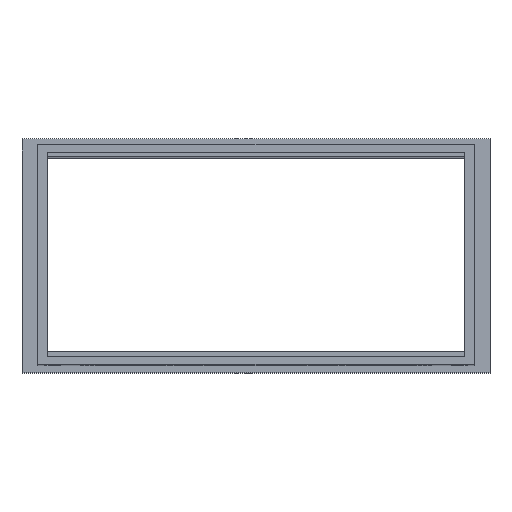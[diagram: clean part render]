
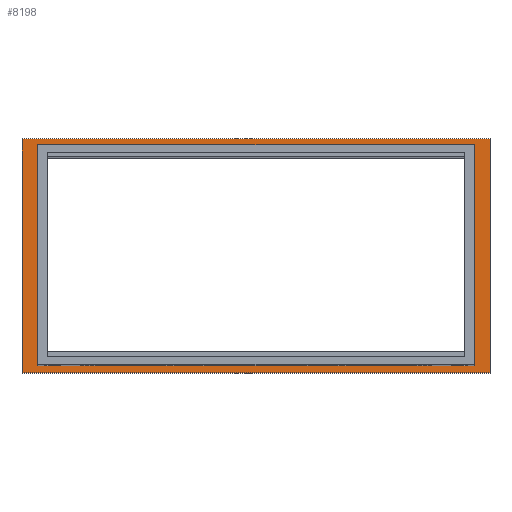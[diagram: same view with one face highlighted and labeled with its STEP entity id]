
A CAD part, top view. The second image highlights one B-rep face of the part: STEP entity #8198.
In plain terms, the highlighted planar face has unit normal (0, 0, 1).
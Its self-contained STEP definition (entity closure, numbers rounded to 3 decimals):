
#62 = FACE_BOUND ( 'NONE', #2850, .T. ) ;
#587 = DIRECTION ( 'NONE',  ( -1., 0., 0. ) ) ;
#625 = CARTESIAN_POINT ( 'NONE',  ( 24., -12., -90. ) ) ;
#1236 = DIRECTION ( 'NONE',  ( -1., 0., 0. ) ) ;
#1368 = CARTESIAN_POINT ( 'NONE',  ( -24., 12., -90. ) ) ;
#1399 = VECTOR ( 'NONE', #2358, 1000. ) ;
#1683 = VECTOR ( 'NONE', #10037, 1000. ) ;
#1751 = VECTOR ( 'NONE', #1236, 1000. ) ;
#1766 = VERTEX_POINT ( 'NONE', #4460 ) ;
#1937 = ORIENTED_EDGE ( 'NONE', *, *, #4239, .F. ) ;
#2020 = VERTEX_POINT ( 'NONE', #3332 ) ;
#2107 = DIRECTION ( 'NONE',  ( 0., 1., 0. ) ) ;
#2288 = CARTESIAN_POINT ( 'NONE',  ( -22.4, -11.25, -90. ) ) ;
#2358 = DIRECTION ( 'NONE',  ( 0., -1., 0. ) ) ;
#2617 = ORIENTED_EDGE ( 'NONE', *, *, #5916, .F. ) ;
#2620 = CARTESIAN_POINT ( 'NONE',  ( 22.4, 11.25, -90. ) ) ;
#2684 = EDGE_CURVE ( 'NONE', #1766, #10225, #6874, .T. ) ;
#2850 = EDGE_LOOP ( 'NONE', ( #2617, #6445, #8756, #3453 ) ) ;
#3059 = PLANE ( 'NONE',  #3247 ) ;
#3247 = AXIS2_PLACEMENT_3D ( 'NONE', #1368, #10095, #7756 ) ;
#3332 = CARTESIAN_POINT ( 'NONE',  ( 22.4, -11.25, -90. ) ) ;
#3453 = ORIENTED_EDGE ( 'NONE', *, *, #9569, .F. ) ;
#3610 = LINE ( 'NONE', #10218, #1399 ) ;
#3637 = CARTESIAN_POINT ( 'NONE',  ( -22.4, 11.25, -90. ) ) ;
#4008 = VERTEX_POINT ( 'NONE', #6706 ) ;
#4084 = EDGE_CURVE ( 'NONE', #4008, #5404, #8827, .T. ) ;
#4239 = EDGE_CURVE ( 'NONE', #8524, #4008, #3610, .T. ) ;
#4392 = VECTOR ( 'NONE', #2107, 1000. ) ;
#4460 = CARTESIAN_POINT ( 'NONE',  ( -22.4, 11.25, -90. ) ) ;
#4751 = VECTOR ( 'NONE', #5761, 1000. ) ;
#4878 = CARTESIAN_POINT ( 'NONE',  ( -24., 12., -90. ) ) ;
#5404 = VERTEX_POINT ( 'NONE', #9749 ) ;
#5465 = DIRECTION ( 'NONE',  ( 1., 0., 0. ) ) ;
#5734 = DIRECTION ( 'NONE',  ( 0., 1., 0. ) ) ;
#5761 = DIRECTION ( 'NONE',  ( 1., 0., 0. ) ) ;
#5916 = EDGE_CURVE ( 'NONE', #10225, #2020, #6695, .T. ) ;
#6272 = ORIENTED_EDGE ( 'NONE', *, *, #4084, .F. ) ;
#6305 = VERTEX_POINT ( 'NONE', #4878 ) ;
#6445 = ORIENTED_EDGE ( 'NONE', *, *, #2684, .F. ) ;
#6695 = LINE ( 'NONE', #2288, #9421 ) ;
#6706 = CARTESIAN_POINT ( 'NONE',  ( 24., -12., -90. ) ) ;
#6874 = LINE ( 'NONE', #9214, #1683 ) ;
#7242 = LINE ( 'NONE', #9822, #4751 ) ;
#7498 = EDGE_CURVE ( 'NONE', #5404, #6305, #8605, .T. ) ;
#7562 = LINE ( 'NONE', #3637, #1751 ) ;
#7620 = CARTESIAN_POINT ( 'NONE',  ( 22.4, 11.25, -90. ) ) ;
#7756 = DIRECTION ( 'NONE',  ( 1., 0., 0. ) ) ;
#7828 = LINE ( 'NONE', #2620, #7952 ) ;
#7952 = VECTOR ( 'NONE', #5734, 1000. ) ;
#7973 = EDGE_CURVE ( 'NONE', #6305, #8524, #7242, .T. ) ;
#8037 = VERTEX_POINT ( 'NONE', #7620 ) ;
#8198 = ADVANCED_FACE ( 'NONE', ( #62, #8224 ), #3059, .T. ) ;
#8224 = FACE_OUTER_BOUND ( 'NONE', #8550, .T. ) ;
#8266 = ORIENTED_EDGE ( 'NONE', *, *, #7973, .F. ) ;
#8524 = VERTEX_POINT ( 'NONE', #9812 ) ;
#8550 = EDGE_LOOP ( 'NONE', ( #8266, #9167, #6272, #1937 ) ) ;
#8605 = LINE ( 'NONE', #9297, #4392 ) ;
#8756 = ORIENTED_EDGE ( 'NONE', *, *, #9708, .F. ) ;
#8827 = LINE ( 'NONE', #625, #8941 ) ;
#8941 = VECTOR ( 'NONE', #587, 1000. ) ;
#9058 = CARTESIAN_POINT ( 'NONE',  ( -22.4, -11.25, -90. ) ) ;
#9167 = ORIENTED_EDGE ( 'NONE', *, *, #7498, .F. ) ;
#9214 = CARTESIAN_POINT ( 'NONE',  ( -22.4, 11.25, -90. ) ) ;
#9297 = CARTESIAN_POINT ( 'NONE',  ( -24., 12., -90. ) ) ;
#9421 = VECTOR ( 'NONE', #5465, 1000. ) ;
#9569 = EDGE_CURVE ( 'NONE', #2020, #8037, #7828, .T. ) ;
#9708 = EDGE_CURVE ( 'NONE', #8037, #1766, #7562, .T. ) ;
#9749 = CARTESIAN_POINT ( 'NONE',  ( -24., -12., -90. ) ) ;
#9812 = CARTESIAN_POINT ( 'NONE',  ( 24., 12., -90. ) ) ;
#9822 = CARTESIAN_POINT ( 'NONE',  ( 24., 12., -90. ) ) ;
#10037 = DIRECTION ( 'NONE',  ( 0., -1., 0. ) ) ;
#10095 = DIRECTION ( 'NONE',  ( 0., 0., 1. ) ) ;
#10218 = CARTESIAN_POINT ( 'NONE',  ( 24., 12., -90. ) ) ;
#10225 = VERTEX_POINT ( 'NONE', #9058 ) ;
